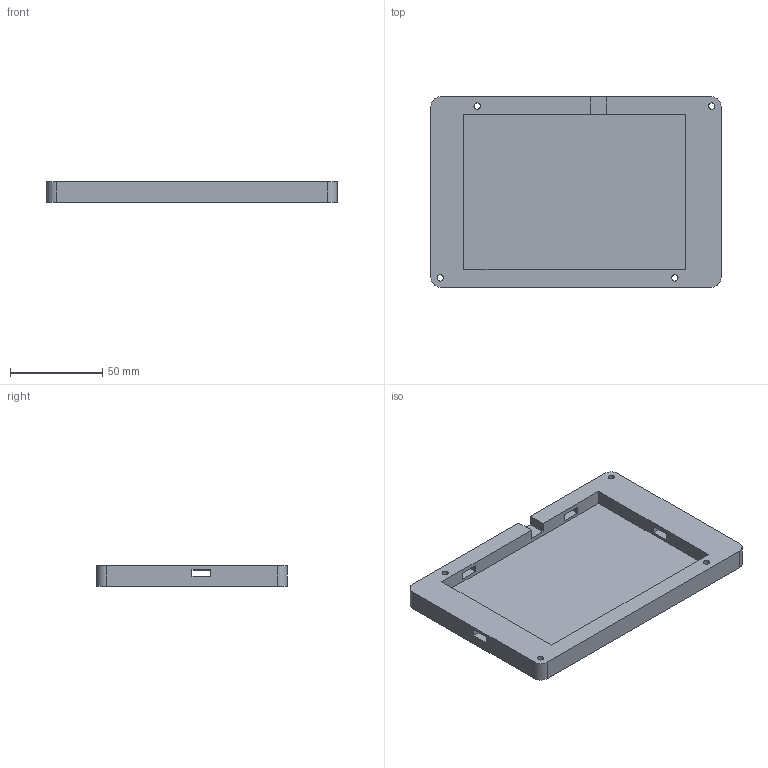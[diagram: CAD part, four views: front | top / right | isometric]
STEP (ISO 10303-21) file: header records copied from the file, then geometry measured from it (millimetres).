
FILE_DESCRIPTION(/* description */ (''),/* implementation_level */ '2;1');
FILE_NAME(/* name */ 'Balance Bot - Middle.step',/* time_stamp */ '2025-06-07T11:25:40-04:00',/* author */ (''),/* organization */ (''),/* preprocessor_version */ 'ST-DEVELOPER v20.1',/* originating_system */ 'Autodesk Translation Framework v14.10.0.0',/* authorisation */ '');
FILE_SCHEMA (('AUTOMOTIVE_DESIGN { 1 0 10303 214 3 1 1 }'));
Length unit declared in the file: millimetre
Products named in the file (1): 2025-06-06-10-33-51-405
Bounding box: 157 x 103 x 11 mm (x, y, z)
Volume: 78775.2 mm3; surface area: 43451.5 mm2
Topology: 1 solids, 1 shells, 43 faces, 120 edges, 80 vertices
Faces by surface type: plane 35, cylinder 8
Full cylindrical faces by diameter (mm): 3.4 x4
Entity records: 1435 total; most frequent: CARTESIAN_POINT 244, ORIENTED_EDGE 240, DIRECTION 224, EDGE_CURVE 120, LINE 104, VECTOR 104, VERTEX_POINT 80, EDGE_LOOP 60
